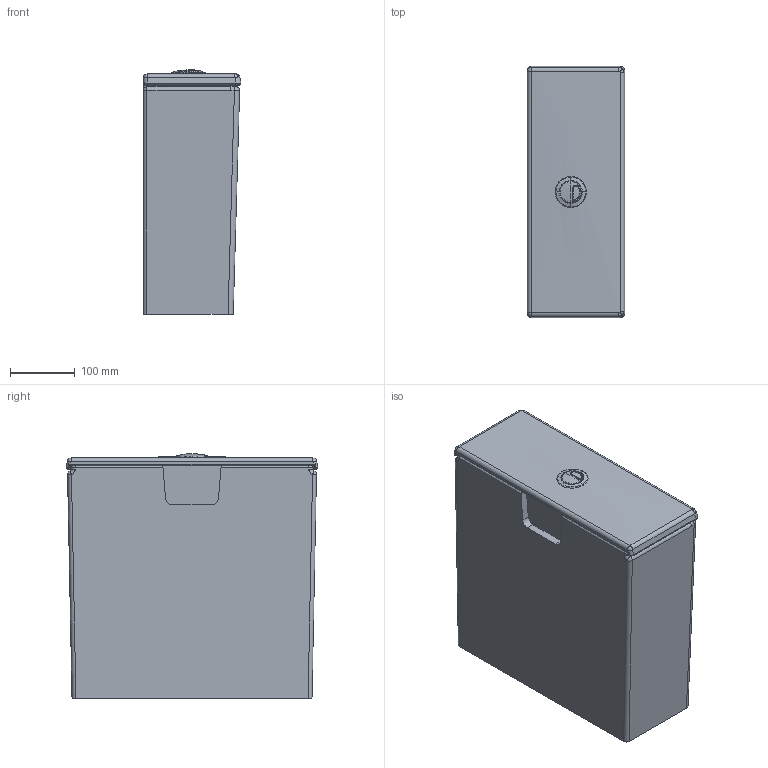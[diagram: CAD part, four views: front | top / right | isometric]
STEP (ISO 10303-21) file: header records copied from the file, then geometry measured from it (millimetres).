
FILE_DESCRIPTION(('CATIA V6 STEP','CAx-IF Rec.Pracs.--- Model Styling and Organization---1.5--- 2016-08-15','CAx-IF Rec.Pracs.---Supplemental Geometry---1.0---2011-11-01','CAx-IF Rec.Pracs.--- Composite Materials ---3.4---2017-06-13','CAx-IF Rec.Pracs.---Tessellated 3D Geometry---1.0---2015-12-17'),'2;1');
FILE_NAME('prd-HG-00534179.stp','2023-10-12T12:19:01+00:00',('none'),('none'),'3DEXPERIENCE Platform3DEXPERIENCE R2021x HotFix 8','3DEXPERIENCE Platform STEP AP242 v2','none');
FILE_SCHEMA(('AP242_MANAGED_MODEL_BASED_3D_ENGINEERING_MIM_LF {1 0 10303 442 1 1 4}'));
Length unit declared in the file: millimetre
Products named in the file (8): P-2_HG_EluPura_Or_Q_Spuelka_Wasserz_un; P-2_HG_CapeTide_Q_Spuelka.Wasserz.un.EGY; P-2_SPK_Deckel_SWC_640x360_Good_high_CEREMEA; P-2_SPK_SWC_640x360_Good_High_CEREMEA; P-2_IE00000012893ASM; P-2_AD20000012199; P-2_AD20000002891; P-2_AD20000012864
Assembly tree (7 placements, depth 3):
  P-2_HG_EluPura_Or_Q_Spuelka_Wasserz_un
    P-2_HG_CapeTide_Q_Spuelka.Wasserz.un.EGY
      P-2_SPK_Deckel_SWC_640x360_Good_high_CEREMEA
      P-2_SPK_SWC_640x360_Good_High_CEREMEA
    P-2_IE00000012893ASM
      P-2_AD20000012199
      P-2_AD20000002891
      P-2_AD20000012864
Bounding box: 150.82 x 387.21 x 376.5 mm (x, y, z)
Volume: 20021433.8 mm3; surface area: 610205.3 mm2
Topology: 5 solids, 5 shells, 165 faces, 415 edges, 257 vertices
Faces by surface type: cylinder 47, bspline 44, plane 34, torus 20, sphere 10, cone 10
Entity records: 6706 total; most frequent: CARTESIAN_POINT 3266, ORIENTED_EDGE 822, DIRECTION 486, EDGE_CURVE 411, VERTEX_POINT 257, AXIS2_PLACEMENT_3D 247, EDGE_LOOP 170, ADVANCED_FACE 165
